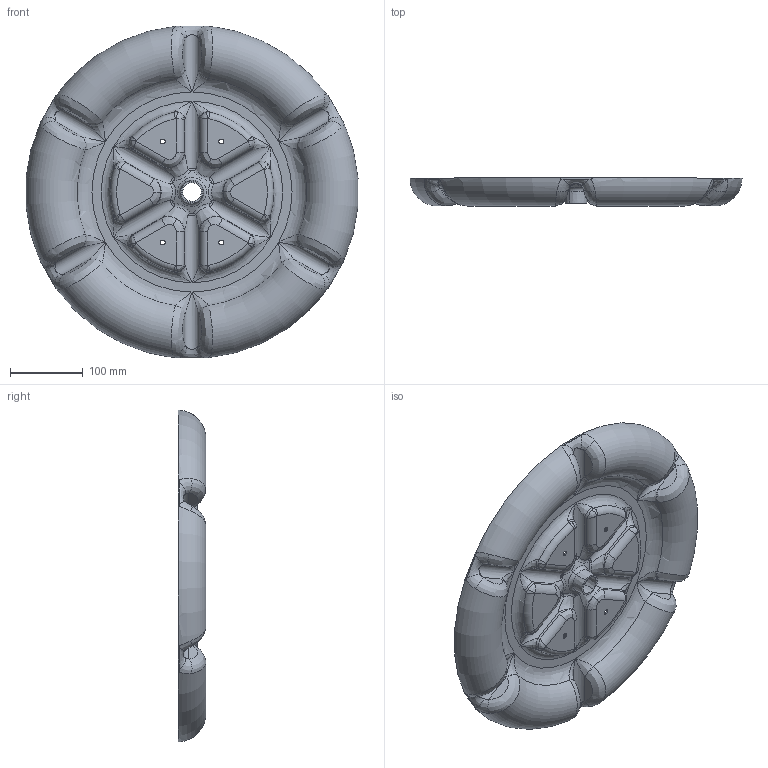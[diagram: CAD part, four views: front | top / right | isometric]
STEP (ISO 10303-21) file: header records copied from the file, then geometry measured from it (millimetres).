
FILE_DESCRIPTION (( 'STEP AP214' ), '1' );
FILE_NAME ('am-4491 Lower Shipping Hub Tray.STEP', '2021-04-16T14:39:07', ( '' ), ( '' ), 'SwSTEP 2.0', 'SolidWorks 2019', '' );
FILE_SCHEMA (( 'AUTOMOTIVE_DESIGN' ));
Length unit declared in the file: inch
Products named in the file (1): am-4491 Lower Shipping Hub Tray
Bounding box: 455.23 x 37.92 x 455.2 mm (x, y, z)
Volume: 524732 mm3; surface area: 449384.7 mm2
Topology: 1 solids, 7 shells, 644 faces, 1564 edges, 877 vertices
Faces by surface type: bspline 304, plane 173, cylinder 98, torus 52, sphere 9, cone 8
Entity records: 40005 total; most frequent: CARTESIAN_POINT 27775, ORIENTED_EDGE 2984, DIRECTION 1900, EDGE_CURVE 1492, VERTEX_POINT 877, AXIS2_PLACEMENT_3D 735, EDGE_LOOP 669, ADVANCED_FACE 644
